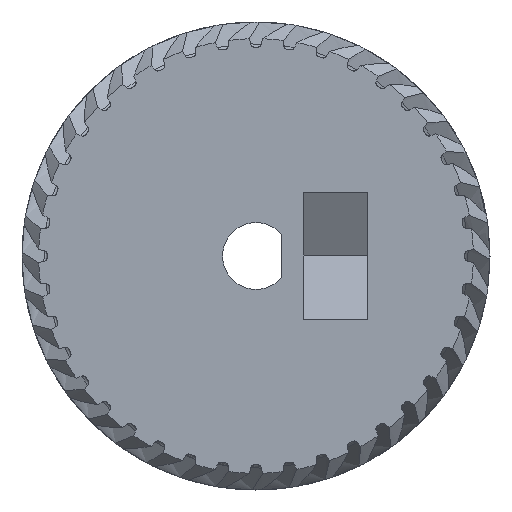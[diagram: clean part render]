
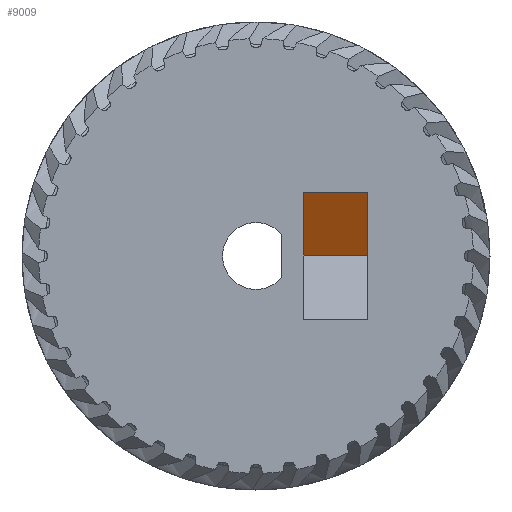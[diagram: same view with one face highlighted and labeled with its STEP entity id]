
A CAD part, front view. The second image highlights one B-rep face of the part: STEP entity #9009.
In plain terms, the highlighted planar face has unit normal (0, -0.866, -0.5).
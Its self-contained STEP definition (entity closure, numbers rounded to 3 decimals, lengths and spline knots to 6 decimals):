
#916=LINE('',#41781,#936);
#919=LINE('',#41787,#939);
#921=LINE('',#41791,#941);
#923=LINE('',#41795,#943);
#936=VECTOR('',#11248,1.);
#939=VECTOR('',#11253,1.);
#941=VECTOR('',#11257,1.);
#943=VECTOR('',#11263,1.);
#953=PLANE('',#9762);
#4400=ORIENTED_EDGE('',*,*,#5871,.T.);
#4401=ORIENTED_EDGE('',*,*,#5869,.F.);
#4402=ORIENTED_EDGE('',*,*,#5873,.F.);
#4403=ORIENTED_EDGE('',*,*,#5866,.F.);
#5866=EDGE_CURVE('',#6797,#6795,#916,.T.);
#5869=EDGE_CURVE('',#6799,#6800,#919,.T.);
#5871=EDGE_CURVE('',#6797,#6800,#921,.T.);
#5873=EDGE_CURVE('',#6795,#6799,#923,.T.);
#6795=VERTEX_POINT('',#41776);
#6797=VERTEX_POINT('',#41780);
#6799=VERTEX_POINT('',#41786);
#6800=VERTEX_POINT('',#41788);
#7787=EDGE_LOOP('',(#4400,#4401,#4402,#4403));
#8338=FACE_BOUND('',#7787,.T.);
#9009=ADVANCED_FACE('',(#8338),#953,.T.);
#9762=AXIS2_PLACEMENT_3D('',#41794,#11261,#11262);
#11248=DIRECTION('',(0.,0.5,-0.866));
#11253=DIRECTION('',(0.,-0.5,0.866));
#11257=DIRECTION('',(-1.,0.,0.));
#11261=DIRECTION('',(0.,-0.866,-0.5));
#11262=DIRECTION('',(0.,0.5,-0.866));
#11263=DIRECTION('',(-1.,0.,0.));
#41776=CARTESIAN_POINT('',(0.05005,-0.000947,0.));
#41780=CARTESIAN_POINT('',(0.05005,-0.004224,0.005675));
#41781=CARTESIAN_POINT('',(0.05005,-0.002585,0.002838));
#41786=CARTESIAN_POINT('',(0.0443,-0.000947,0.));
#41787=CARTESIAN_POINT('',(0.0443,-0.002585,0.002838));
#41788=CARTESIAN_POINT('',(0.0443,-0.004224,0.005675));
#41791=CARTESIAN_POINT('',(0.050052,-0.004224,0.005675));
#41794=CARTESIAN_POINT('',(0.050052,-0.002585,0.002838));
#41795=CARTESIAN_POINT('',(0.050052,-0.000947,0.));
